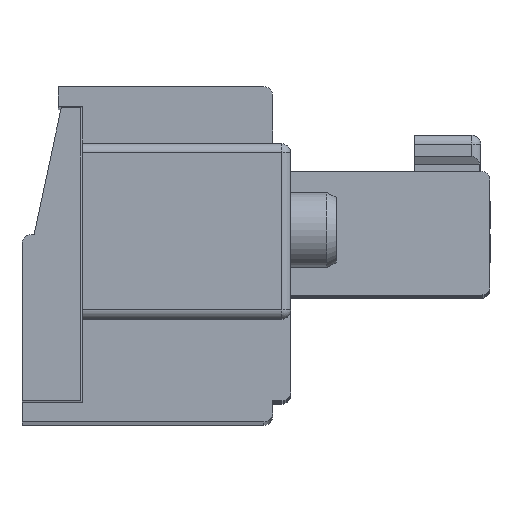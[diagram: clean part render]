
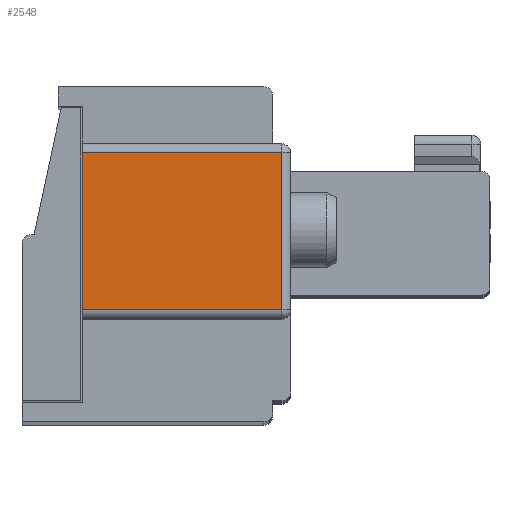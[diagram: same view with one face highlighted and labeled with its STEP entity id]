
A CAD part, top view. The second image highlights one B-rep face of the part: STEP entity #2548.
In plain terms, the highlighted planar face has unit normal (0, 0, 1).
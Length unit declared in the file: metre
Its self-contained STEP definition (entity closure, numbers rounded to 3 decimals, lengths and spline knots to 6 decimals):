
#2548=ADVANCED_FACE('',(#5952),#5953,.T.);
#5952=FACE_OUTER_BOUND('',#10180,.T.);
#5953=PLANE('',#10181);
#10180=EDGE_LOOP('',(#18075,#18076,#18077,#18078));
#10181=AXIS2_PLACEMENT_3D('',#18079,#18080,#18081);
#18075=ORIENTED_EDGE('',*,*,#26653,.T.);
#18076=ORIENTED_EDGE('',*,*,#27366,.T.);
#18077=ORIENTED_EDGE('',*,*,#27355,.T.);
#18078=ORIENTED_EDGE('',*,*,#27364,.T.);
#18079=CARTESIAN_POINT('',(0.007073,0.00941,0.061948));
#18080=DIRECTION('',(0.,0.,1.0));
#18081=DIRECTION('',(-1.0,0.,0.));
#26653=EDGE_CURVE('',#32693,#32691,#32694,.T.);
#27355=EDGE_CURVE('',#33754,#33752,#33755,.T.);
#27364=EDGE_CURVE('',#33752,#32693,#33765,.T.);
#27366=EDGE_CURVE('',#32691,#33754,#33767,.T.);
#32691=VERTEX_POINT('',#41520);
#32693=VERTEX_POINT('',#41522);
#32694=LINE('',#41523,#41524);
#33752=VERTEX_POINT('',#43120);
#33754=VERTEX_POINT('',#43122);
#33755=LINE('',#43123,#43124);
#33765=LINE('',#43134,#43135);
#33767=LINE('',#43137,#43138);
#41520=CARTESIAN_POINT('',(0.000473,0.00421,0.061948));
#41522=CARTESIAN_POINT('',(0.000473,0.00941,0.061948));
#41523=CARTESIAN_POINT('',(0.000473,0.00391,0.061948));
#41524=VECTOR('',#48923,1.0);
#43120=CARTESIAN_POINT('',(0.007073,0.00941,0.061948));
#43122=CARTESIAN_POINT('',(0.007073,0.00421,0.061948));
#43123=CARTESIAN_POINT('',(0.007073,0.00941,0.061948));
#43124=VECTOR('',#49629,1.0);
#43134=CARTESIAN_POINT('',(0.007073,0.00941,0.061948));
#43135=VECTOR('',#49642,1.0);
#43137=CARTESIAN_POINT('',(0.007073,0.00421,0.061948));
#43138=VECTOR('',#49643,1.0);
#48923=DIRECTION('',(0.,-1.0,0.));
#49629=DIRECTION('',(0.,1.0,0.));
#49642=DIRECTION('',(-1.0,0.,0.));
#49643=DIRECTION('',(1.0,0.,0.));
